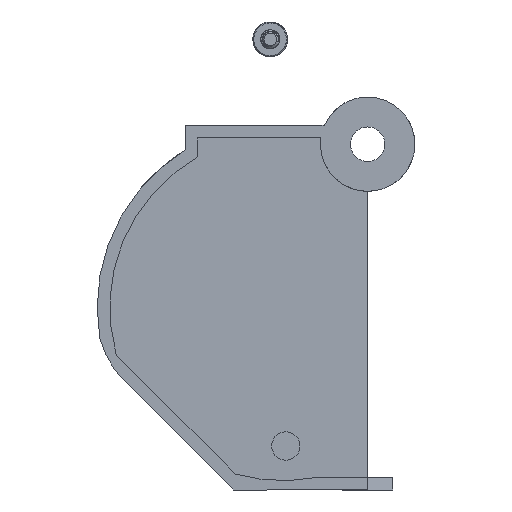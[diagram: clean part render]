
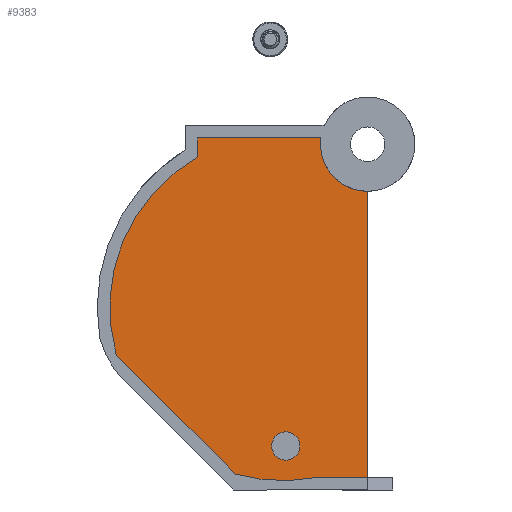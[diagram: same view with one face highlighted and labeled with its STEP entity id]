
A CAD part, left-side view. The second image highlights one B-rep face of the part: STEP entity #9383.
In plain terms, the highlighted planar face has unit normal (-1, 0, 0).
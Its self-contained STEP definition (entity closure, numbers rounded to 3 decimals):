
#456=PLANE('',#10185);
#582=FACE_BOUND('',#1802,.T.);
#1160=FACE_OUTER_BOUND('',#1801,.T.);
#1801=EDGE_LOOP('',(#8587,#8588,#8589,#8590,#8591,#8592,#8593,#8594));
#1802=EDGE_LOOP('',(#8595));
#2080=CIRCLE('',#10164,7.5);
#2092=CIRCLE('',#10186,27.518);
#2093=CIRCLE('',#10187,27.518);
#2094=CIRCLE('',#10188,2.25);
#3016=LINE('',#18792,#3949);
#3021=LINE('',#18802,#3954);
#3038=LINE('',#18852,#3971);
#3045=LINE('',#18873,#3978);
#3046=LINE('',#18875,#3979);
#3949=VECTOR('',#12547,10.);
#3954=VECTOR('',#12554,10.);
#3971=VECTOR('',#12601,10.);
#3978=VECTOR('',#12626,10.);
#3979=VECTOR('',#12627,10.);
#4832=VERTEX_POINT('',#18790);
#4833=VERTEX_POINT('',#18791);
#4837=VERTEX_POINT('',#18800);
#4842=VERTEX_POINT('',#18813);
#4853=VERTEX_POINT('',#18848);
#4855=VERTEX_POINT('',#18851);
#4860=VERTEX_POINT('',#18872);
#4861=VERTEX_POINT('',#18874);
#4862=VERTEX_POINT('',#18878);
#6089=EDGE_CURVE('',#4832,#4833,#3016,.T.);
#6094=EDGE_CURVE('',#4832,#4837,#3021,.T.);
#6101=EDGE_CURVE('',#4842,#4837,#2080,.T.);
#6119=EDGE_CURVE('',#4855,#4853,#3038,.T.);
#6131=EDGE_CURVE('',#4860,#4842,#3045,.T.);
#6132=EDGE_CURVE('',#4861,#4860,#3046,.T.);
#6133=EDGE_CURVE('',#4855,#4861,#2092,.T.);
#6134=EDGE_CURVE('',#4833,#4853,#2093,.T.);
#6135=EDGE_CURVE('',#4862,#4862,#2094,.T.);
#8587=ORIENTED_EDGE('',*,*,#6131,.F.);
#8588=ORIENTED_EDGE('',*,*,#6132,.F.);
#8589=ORIENTED_EDGE('',*,*,#6133,.F.);
#8590=ORIENTED_EDGE('',*,*,#6119,.T.);
#8591=ORIENTED_EDGE('',*,*,#6134,.F.);
#8592=ORIENTED_EDGE('',*,*,#6089,.F.);
#8593=ORIENTED_EDGE('',*,*,#6094,.T.);
#8594=ORIENTED_EDGE('',*,*,#6101,.F.);
#8595=ORIENTED_EDGE('',*,*,#6135,.T.);
#9383=ADVANCED_FACE('',(#1160,#582),#456,.T.);
#10164=AXIS2_PLACEMENT_3D('',#18815,#12564,#12565);
#10185=AXIS2_PLACEMENT_3D('',#18871,#12624,#12625);
#10186=AXIS2_PLACEMENT_3D('',#18876,#12628,#12629);
#10187=AXIS2_PLACEMENT_3D('',#18877,#12630,#12631);
#10188=AXIS2_PLACEMENT_3D('',#18879,#12632,#12633);
#12547=DIRECTION('',(0.,1.,0.));
#12554=DIRECTION('',(0.,0.,1.));
#12564=DIRECTION('center_axis',(-1.,0.,0.));
#12565=DIRECTION('ref_axis',(0.,-1.,0.));
#12601=DIRECTION('',(0.,-0.707,-0.707));
#12624=DIRECTION('center_axis',(-1.,0.,0.));
#12625=DIRECTION('ref_axis',(0.,0.,-1.));
#12626=DIRECTION('',(0.,-1.,0.));
#12627=DIRECTION('',(0.,0.,1.));
#12628=DIRECTION('center_axis',(1.,0.,0.));
#12629=DIRECTION('ref_axis',(0.,-0.193,-0.981));
#12630=DIRECTION('center_axis',(1.,0.,0.));
#12631=DIRECTION('ref_axis',(0.,-0.193,-0.981));
#12632=DIRECTION('center_axis',(1.,0.,0.));
#12633=DIRECTION('ref_axis',(0.,1.,0.));
#18790=CARTESIAN_POINT('',(-38.5,0.,-2.));
#18791=CARTESIAN_POINT('',(-38.5,8.185,-2.));
#18792=CARTESIAN_POINT('',(-38.5,10.342,-2.));
#18800=CARTESIAN_POINT('',(-38.5,0.,43.5));
#18802=CARTESIAN_POINT('',(-38.5,0.,24.87));
#18813=CARTESIAN_POINT('',(-38.5,7.433,52.));
#18815=CARTESIAN_POINT('Origin',(-38.5,0.,51.));
#18848=CARTESIAN_POINT('',(-38.5,21.042,-1.465));
#18851=CARTESIAN_POINT('',(-38.5,39.965,17.458));
#18852=CARTESIAN_POINT('',(-38.5,36.306,13.8));
#18871=CARTESIAN_POINT('Origin',(-38.5,12.5,25.));
#18872=CARTESIAN_POINT('',(-38.5,27.,52.));
#18873=CARTESIAN_POINT('',(-38.5,6.25,52.));
#18874=CARTESIAN_POINT('',(-38.5,27.,48.979));
#18875=CARTESIAN_POINT('',(-38.5,27.,38.5));
#18876=CARTESIAN_POINT('Origin',(-38.5,13.5,25.));
#18877=CARTESIAN_POINT('Origin',(-38.5,13.5,25.));
#18878=CARTESIAN_POINT('',(-38.5,10.773,3.));
#18879=CARTESIAN_POINT('Origin',(-38.5,13.023,3.));
